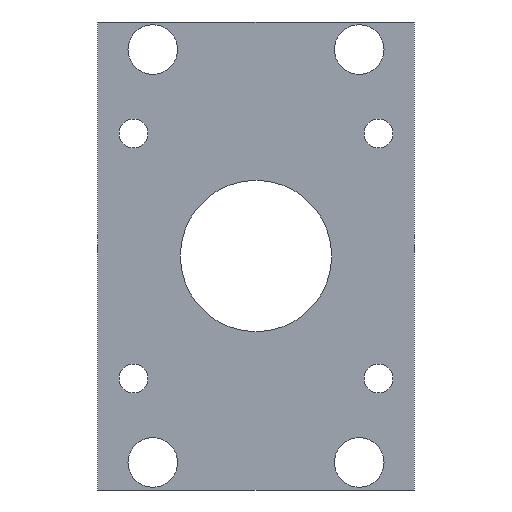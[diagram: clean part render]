
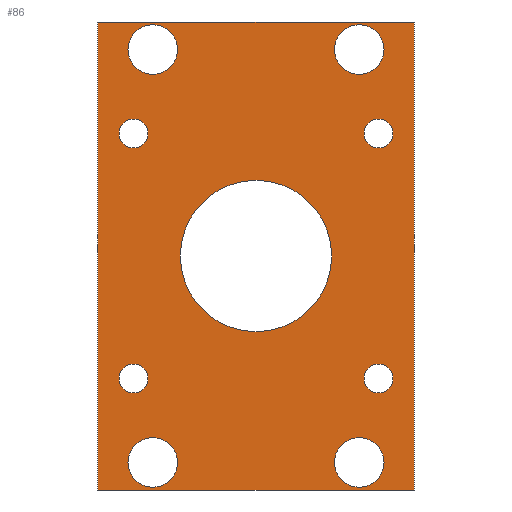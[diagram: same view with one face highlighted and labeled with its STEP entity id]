
A CAD part, left-side view. The second image highlights one B-rep face of the part: STEP entity #86.
In plain terms, the highlighted planar face has unit normal (-1, 0, 0).
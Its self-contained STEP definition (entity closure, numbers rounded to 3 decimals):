
#86 = ADVANCED_FACE( '', ( #186, #187, #188, #189, #190, #191, #192, #193, #194, #195 ), #196, .F. );
#186 = FACE_BOUND( '', #304, .T. );
#187 = FACE_BOUND( '', #305, .T. );
#188 = FACE_BOUND( '', #306, .T. );
#189 = FACE_BOUND( '', #307, .T. );
#190 = FACE_BOUND( '', #308, .T. );
#191 = FACE_BOUND( '', #309, .T. );
#192 = FACE_BOUND( '', #310, .T. );
#193 = FACE_BOUND( '', #311, .T. );
#194 = FACE_BOUND( '', #312, .T. );
#195 = FACE_OUTER_BOUND( '', #313, .T. );
#196 = PLANE( '', #314 );
#304 = EDGE_LOOP( '', ( #432 ) );
#305 = EDGE_LOOP( '', ( #433 ) );
#306 = EDGE_LOOP( '', ( #434 ) );
#307 = EDGE_LOOP( '', ( #435 ) );
#308 = EDGE_LOOP( '', ( #436 ) );
#309 = EDGE_LOOP( '', ( #437 ) );
#310 = EDGE_LOOP( '', ( #438 ) );
#311 = EDGE_LOOP( '', ( #439 ) );
#312 = EDGE_LOOP( '', ( #440 ) );
#313 = EDGE_LOOP( '', ( #441, #442, #443, #444 ) );
#314 = AXIS2_PLACEMENT_3D( '', #445, #446, #447 );
#432 = ORIENTED_EDGE( '', *, *, #574, .T. );
#433 = ORIENTED_EDGE( '', *, *, #575, .T. );
#434 = ORIENTED_EDGE( '', *, *, #549, .T. );
#435 = ORIENTED_EDGE( '', *, *, #576, .T. );
#436 = ORIENTED_EDGE( '', *, *, #577, .T. );
#437 = ORIENTED_EDGE( '', *, *, #572, .T. );
#438 = ORIENTED_EDGE( '', *, *, #578, .T. );
#439 = ORIENTED_EDGE( '', *, *, #579, .T. );
#440 = ORIENTED_EDGE( '', *, *, #546, .T. );
#441 = ORIENTED_EDGE( '', *, *, #580, .F. );
#442 = ORIENTED_EDGE( '', *, *, #581, .F. );
#443 = ORIENTED_EDGE( '', *, *, #582, .F. );
#444 = ORIENTED_EDGE( '', *, *, #540, .F. );
#445 = CARTESIAN_POINT( '', ( 0., 0., 0. ) );
#446 = DIRECTION( '', ( 1., 0., 0. ) );
#447 = DIRECTION( '', ( 0., 0., -1. ) );
#540 = EDGE_CURVE( '', #601, #602, #603, .T. );
#546 = EDGE_CURVE( '', #612, #612, #613, .T. );
#549 = EDGE_CURVE( '', #617, #617, #618, .T. );
#572 = EDGE_CURVE( '', #657, #657, #658, .T. );
#574 = EDGE_CURVE( '', #660, #660, #661, .T. );
#575 = EDGE_CURVE( '', #662, #662, #663, .T. );
#576 = EDGE_CURVE( '', #664, #664, #665, .T. );
#577 = EDGE_CURVE( '', #666, #666, #667, .T. );
#578 = EDGE_CURVE( '', #668, #668, #669, .T. );
#579 = EDGE_CURVE( '', #670, #670, #671, .T. );
#580 = EDGE_CURVE( '', #672, #601, #673, .T. );
#581 = EDGE_CURVE( '', #674, #672, #675, .T. );
#582 = EDGE_CURVE( '', #602, #674, #676, .T. );
#601 = VERTEX_POINT( '', #696 );
#602 = VERTEX_POINT( '', #697 );
#603 = LINE( '', #698, #699 );
#612 = VERTEX_POINT( '', #711 );
#613 = CIRCLE( '', #712, 9. );
#617 = VERTEX_POINT( '', #716 );
#618 = CIRCLE( '', #717, 5.25 );
#657 = VERTEX_POINT( '', #759 );
#658 = CIRCLE( '', #760, 9. );
#660 = VERTEX_POINT( '', #762 );
#661 = CIRCLE( '', #763, 5.25 );
#662 = VERTEX_POINT( '', #764 );
#663 = CIRCLE( '', #765, 5.25 );
#664 = VERTEX_POINT( '', #766 );
#665 = CIRCLE( '', #767, 5.25 );
#666 = VERTEX_POINT( '', #768 );
#667 = CIRCLE( '', #769, 9. );
#668 = VERTEX_POINT( '', #770 );
#669 = CIRCLE( '', #771, 27.5 );
#670 = VERTEX_POINT( '', #772 );
#671 = CIRCLE( '', #773, 9. );
#672 = VERTEX_POINT( '', #774 );
#673 = LINE( '', #775, #776 );
#674 = VERTEX_POINT( '', #777 );
#675 = LINE( '', #778, #779 );
#676 = LINE( '', #780, #781 );
#696 = CARTESIAN_POINT( '', ( 0., 57.5, 85. ) );
#697 = CARTESIAN_POINT( '', ( 0., -57.5, 85. ) );
#698 = CARTESIAN_POINT( '', ( 0., 57.5, 85. ) );
#699 = VECTOR( '', #802, 1000. );
#711 = CARTESIAN_POINT( '', ( 0., -37.5, -84. ) );
#712 = AXIS2_PLACEMENT_3D( '', #809, #810, #811 );
#716 = CARTESIAN_POINT( '', ( 0., 44.5, -49.75 ) );
#717 = AXIS2_PLACEMENT_3D( '', #815, #816, #817 );
#759 = CARTESIAN_POINT( '', ( 0., -37.5, 66. ) );
#760 = AXIS2_PLACEMENT_3D( '', #863, #864, #865 );
#762 = CARTESIAN_POINT( '', ( 0., -44.5, -49.75 ) );
#763 = AXIS2_PLACEMENT_3D( '', #866, #867, #868 );
#764 = CARTESIAN_POINT( '', ( 0., 44.5, 39.25 ) );
#765 = AXIS2_PLACEMENT_3D( '', #869, #870, #871 );
#766 = CARTESIAN_POINT( '', ( 0., -44.5, 39.25 ) );
#767 = AXIS2_PLACEMENT_3D( '', #872, #873, #874 );
#768 = CARTESIAN_POINT( '', ( 0., 37.5, 66. ) );
#769 = AXIS2_PLACEMENT_3D( '', #875, #876, #877 );
#770 = CARTESIAN_POINT( '', ( 0., 0., -27.5 ) );
#771 = AXIS2_PLACEMENT_3D( '', #878, #879, #880 );
#772 = CARTESIAN_POINT( '', ( 0., 37.5, -84. ) );
#773 = AXIS2_PLACEMENT_3D( '', #881, #882, #883 );
#774 = CARTESIAN_POINT( '', ( 0., 57.5, -85. ) );
#775 = CARTESIAN_POINT( '', ( 0., 57.5, -85. ) );
#776 = VECTOR( '', #884, 1000. );
#777 = CARTESIAN_POINT( '', ( 0., -57.5, -85. ) );
#778 = CARTESIAN_POINT( '', ( 0., -57.5, -85. ) );
#779 = VECTOR( '', #885, 1000. );
#780 = CARTESIAN_POINT( '', ( 0., -57.5, 85. ) );
#781 = VECTOR( '', #886, 1000. );
#802 = DIRECTION( '', ( 0., -1., 0. ) );
#809 = CARTESIAN_POINT( '', ( 0., -37.5, -75. ) );
#810 = DIRECTION( '', ( 1., 0., 0. ) );
#811 = DIRECTION( '', ( 0., 0., -1. ) );
#815 = CARTESIAN_POINT( '', ( 0., 44.5, -44.5 ) );
#816 = DIRECTION( '', ( 1., 0., 0. ) );
#817 = DIRECTION( '', ( 0., 0., -1. ) );
#863 = CARTESIAN_POINT( '', ( 0., -37.5, 75. ) );
#864 = DIRECTION( '', ( 1., 0., 0. ) );
#865 = DIRECTION( '', ( 0., 0., -1. ) );
#866 = CARTESIAN_POINT( '', ( 0., -44.5, -44.5 ) );
#867 = DIRECTION( '', ( 1., 0., 0. ) );
#868 = DIRECTION( '', ( 0., 0., -1. ) );
#869 = CARTESIAN_POINT( '', ( 0., 44.5, 44.5 ) );
#870 = DIRECTION( '', ( 1., 0., 0. ) );
#871 = DIRECTION( '', ( 0., 0., -1. ) );
#872 = CARTESIAN_POINT( '', ( 0., -44.5, 44.5 ) );
#873 = DIRECTION( '', ( 1., 0., 0. ) );
#874 = DIRECTION( '', ( 0., 0., -1. ) );
#875 = CARTESIAN_POINT( '', ( 0., 37.5, 75. ) );
#876 = DIRECTION( '', ( 1., 0., 0. ) );
#877 = DIRECTION( '', ( 0., 0., -1. ) );
#878 = CARTESIAN_POINT( '', ( 0., 0., 0. ) );
#879 = DIRECTION( '', ( 1., 0., 0. ) );
#880 = DIRECTION( '', ( 0., 0., -1. ) );
#881 = CARTESIAN_POINT( '', ( 0., 37.5, -75. ) );
#882 = DIRECTION( '', ( 1., 0., 0. ) );
#883 = DIRECTION( '', ( 0., 0., -1. ) );
#884 = DIRECTION( '', ( 0., 0., 1. ) );
#885 = DIRECTION( '', ( 0., 1., 0. ) );
#886 = DIRECTION( '', ( 0., 0., -1. ) );
